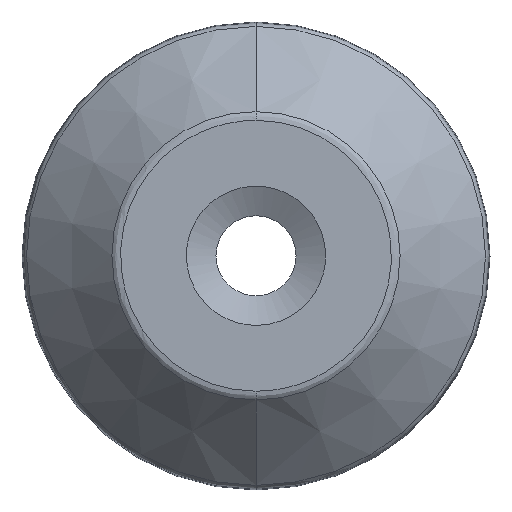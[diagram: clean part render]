
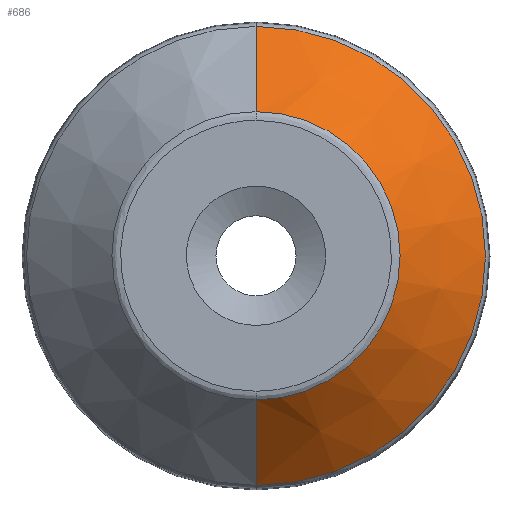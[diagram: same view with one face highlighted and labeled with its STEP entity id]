
A CAD part, top view. The second image highlights one B-rep face of the part: STEP entity #686.
In plain terms, the highlighted conical face has half-angle 45 degrees and reference radius 37.269 mm.
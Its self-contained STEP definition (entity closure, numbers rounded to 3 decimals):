
#31 = EDGE_CURVE ( 'NONE', #573, #532, #805, .T. ) ;
#56 = DIRECTION ( 'NONE',  ( 0., 0., -1. ) ) ;
#143 = CARTESIAN_POINT ( 'NONE',  ( 0., 37.269, 5.551 ) ) ;
#145 = CARTESIAN_POINT ( 'NONE',  ( 0., -37.269, 5.551 ) ) ;
#187 = CARTESIAN_POINT ( 'NONE',  ( 0., 0., 5.551 ) ) ;
#240 = LINE ( 'NONE', #145, #395 ) ;
#244 = ORIENTED_EDGE ( 'NONE', *, *, #344, .T. ) ;
#278 = VECTOR ( 'NONE', #317, 1000. ) ;
#316 = DIRECTION ( 'NONE',  ( 0., 1., 0. ) ) ;
#317 = DIRECTION ( 'NONE',  ( 0., 0.707, -0.707 ) ) ;
#337 = AXIS2_PLACEMENT_3D ( 'NONE', #672, #664, #410 ) ;
#344 = EDGE_CURVE ( 'NONE', #722, #827, #425, .T. ) ;
#348 = DIRECTION ( 'NONE',  ( 0., -0.707, -0.707 ) ) ;
#364 = FACE_OUTER_BOUND ( 'NONE', #406, .T. ) ;
#383 = EDGE_CURVE ( 'NONE', #532, #722, #240, .T. ) ;
#395 = VECTOR ( 'NONE', #348, 1000. ) ;
#406 = EDGE_LOOP ( 'NONE', ( #713, #549, #244, #542 ) ) ;
#410 = DIRECTION ( 'NONE',  ( 0., 1., 0. ) ) ;
#425 = CIRCLE ( 'NONE', #603, 37.269 ) ;
#524 = CARTESIAN_POINT ( 'NONE',  ( 0., 37.269, 5.551 ) ) ;
#532 = VERTEX_POINT ( 'NONE', #637 ) ;
#542 = ORIENTED_EDGE ( 'NONE', *, *, #703, .F. ) ;
#549 = ORIENTED_EDGE ( 'NONE', *, *, #383, .T. ) ;
#573 = VERTEX_POINT ( 'NONE', #697 ) ;
#603 = AXIS2_PLACEMENT_3D ( 'NONE', #712, #709, #316 ) ;
#619 = LINE ( 'NONE', #524, #278 ) ;
#629 = CONICAL_SURFACE ( 'NONE', #763, 37.269, 0.785 ) ;
#637 = CARTESIAN_POINT ( 'NONE',  ( 0., -23.406, 19.414 ) ) ;
#648 = CARTESIAN_POINT ( 'NONE',  ( 0., -37.269, 5.551 ) ) ;
#664 = DIRECTION ( 'NONE',  ( 0., 0., -1. ) ) ;
#672 = CARTESIAN_POINT ( 'NONE',  ( 0., 0., 19.414 ) ) ;
#686 = ADVANCED_FACE ( 'NONE', ( #364 ), #629, .T. ) ;
#697 = CARTESIAN_POINT ( 'NONE',  ( 0., 23.406, 19.414 ) ) ;
#703 = EDGE_CURVE ( 'NONE', #573, #827, #619, .T. ) ;
#709 = DIRECTION ( 'NONE',  ( 0., 0., 1. ) ) ;
#712 = CARTESIAN_POINT ( 'NONE',  ( 0., 0., 5.551 ) ) ;
#713 = ORIENTED_EDGE ( 'NONE', *, *, #31, .T. ) ;
#722 = VERTEX_POINT ( 'NONE', #648 ) ;
#763 = AXIS2_PLACEMENT_3D ( 'NONE', #187, #56, #776 ) ;
#776 = DIRECTION ( 'NONE',  ( 0., 1., 0. ) ) ;
#805 = CIRCLE ( 'NONE', #337, 23.406 ) ;
#827 = VERTEX_POINT ( 'NONE', #143 ) ;
